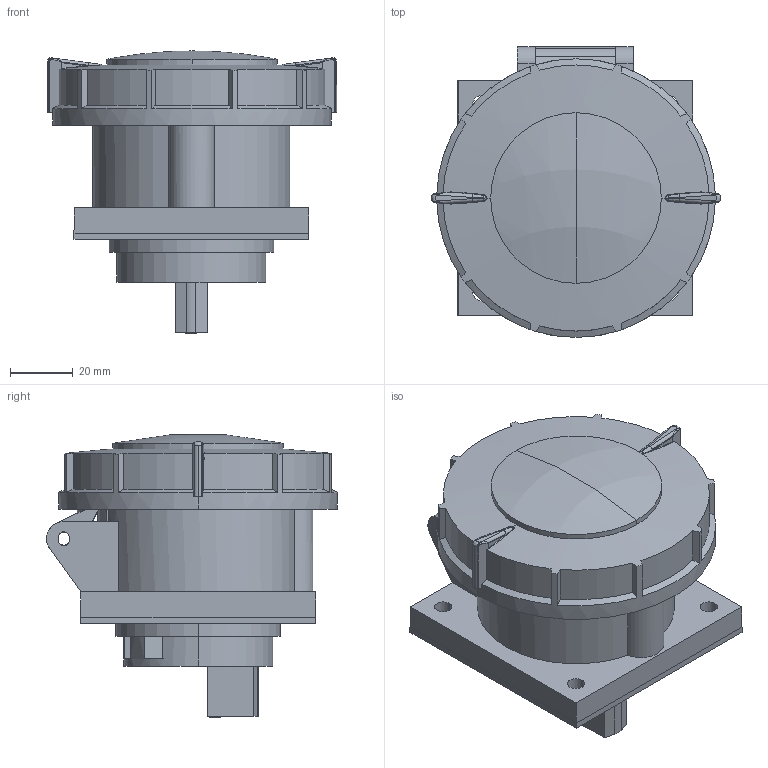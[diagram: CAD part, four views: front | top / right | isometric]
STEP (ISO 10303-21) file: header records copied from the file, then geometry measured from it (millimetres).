
FILE_DESCRIPTION (( 'STEP AP214' ), '1' );
FILE_NAME ('PSR62-016-5-0-67 Ðîçåòêà âñòð. ïð. ÑÑÈ-6152 16À-6÷ 380Â 3P+PE+N IP67 IEK.STEP', '2025-12-11T13:10:38', ( '' ), ( '' ), 'SwSTEP 2.0', 'SolidWorks 2022', '' );
FILE_SCHEMA (( 'AUTOMOTIVE_DESIGN' ));
Length unit declared in the file: millimetre
Products named in the file (1): PSR62-016-5-0-67 Розетка встр. пр. ССИ-6152 16А-6ч 380В 3P+PE+N IP67 IEK
Bounding box: 92.4 x 92.93 x 90.12 mm (x, y, z)
Volume: 221733.6 mm3; surface area: 79027.1 mm2
Topology: 2 solids, 3 shells, 617 faces, 1689 edges, 1120 vertices
Faces by surface type: plane 323, cylinder 199, bspline 46, cone 38, torus 6, sphere 5
Entity records: 24492 total; most frequent: CARTESIAN_POINT 8953, ORIENTED_EDGE 3374, DIRECTION 3038, EDGE_CURVE 1687, VERTEX_POINT 1120, AXIS2_PLACEMENT_3D 1051, VECTOR 936, LINE 936
